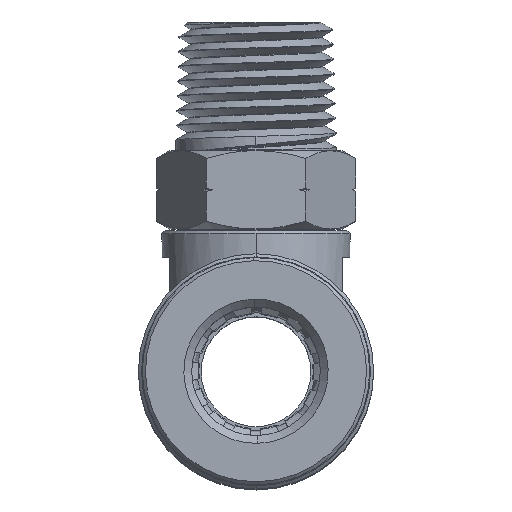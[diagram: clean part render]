
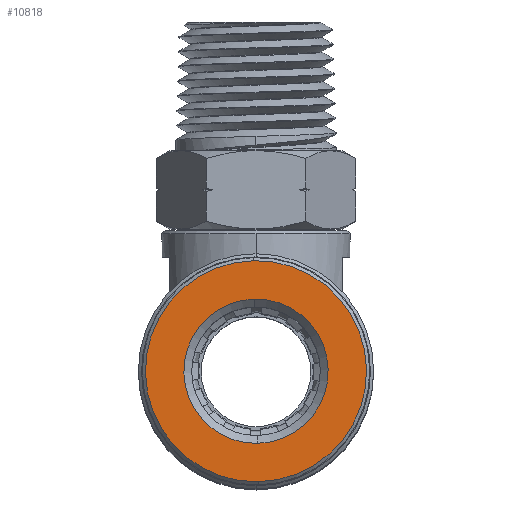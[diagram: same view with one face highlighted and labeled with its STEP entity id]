
A CAD part, top view. The second image highlights one B-rep face of the part: STEP entity #10818.
In plain terms, the highlighted planar face has unit normal (0, 0, 1).
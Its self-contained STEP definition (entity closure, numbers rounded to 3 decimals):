
#914 = PLANE ( 'NONE',  #22249 ) ;
#1077 = DIRECTION ( 'NONE',  ( 0., 0., 1. ) ) ;
#5684 = AXIS2_PLACEMENT_3D ( 'NONE', #35104, #12910, #38786 ) ;
#10818 = ADVANCED_FACE ( 'NONE', ( #33677, #15105 ), #914, .T. ) ;
#11627 = ORIENTED_EDGE ( 'NONE', *, *, #17476, .T. ) ;
#12910 = DIRECTION ( 'NONE',  ( 0., 0., 1. ) ) ;
#13444 = CARTESIAN_POINT ( 'NONE',  ( 0., 0., 16.8 ) ) ;
#13835 = CARTESIAN_POINT ( 'NONE',  ( -0.11, 4.599, 16.8 ) ) ;
#14222 = VERTEX_POINT ( 'NONE', #46453 ) ;
#14414 = CARTESIAN_POINT ( 'NONE',  ( 0., 0., 16.8 ) ) ;
#15105 = FACE_OUTER_BOUND ( 'NONE', #38539, .T. ) ;
#15486 = AXIS2_PLACEMENT_3D ( 'NONE', #13444, #39337, #17131 ) ;
#16232 = CIRCLE ( 'NONE', #5684, 7.05 ) ;
#17131 = DIRECTION ( 'NONE',  ( -0.024, 1., 0. ) ) ;
#17476 = EDGE_CURVE ( 'NONE', #28506, #14222, #16232, .T. ) ;
#18139 = DIRECTION ( 'NONE',  ( 0.024, -1., 0. ) ) ;
#19397 = CARTESIAN_POINT ( 'NONE',  ( 0.169, -7.048, 16.8 ) ) ;
#21214 = CARTESIAN_POINT ( 'NONE',  ( 0., 0., 16.8 ) ) ;
#21507 = EDGE_CURVE ( 'NONE', #44715, #31510, #39778, .T. ) ;
#22249 = AXIS2_PLACEMENT_3D ( 'NONE', #23193, #1077, #26901 ) ;
#23193 = CARTESIAN_POINT ( 'NONE',  ( 0., 0., 16.8 ) ) ;
#24837 = DIRECTION ( 'NONE',  ( 0.024, -1., 0. ) ) ;
#26901 = DIRECTION ( 'NONE',  ( 0.024, -1., 0. ) ) ;
#28250 = CIRCLE ( 'NONE', #41982, 4.6 ) ;
#28506 = VERTEX_POINT ( 'NONE', #19397 ) ;
#28642 = EDGE_CURVE ( 'NONE', #14222, #28506, #42601, .T. ) ;
#30644 = ORIENTED_EDGE ( 'NONE', *, *, #28642, .T. ) ;
#31510 = VERTEX_POINT ( 'NONE', #13835 ) ;
#31574 = EDGE_CURVE ( 'NONE', #31510, #44715, #28250, .T. ) ;
#32399 = CARTESIAN_POINT ( 'NONE',  ( 0.11, -4.599, 16.8 ) ) ;
#33076 = EDGE_LOOP ( 'NONE', ( #47880, #47246 ) ) ;
#33677 = FACE_BOUND ( 'NONE', #33076, .T. ) ;
#35104 = CARTESIAN_POINT ( 'NONE',  ( 0., 0., 16.8 ) ) ;
#38539 = EDGE_LOOP ( 'NONE', ( #30644, #11627 ) ) ;
#38786 = DIRECTION ( 'NONE',  ( -0.024, 1., 0. ) ) ;
#39337 = DIRECTION ( 'NONE',  ( 0., 0., 1. ) ) ;
#39778 = CIRCLE ( 'NONE', #40792, 4.6 ) ;
#40317 = DIRECTION ( 'NONE',  ( 0., 0., -1. ) ) ;
#40792 = AXIS2_PLACEMENT_3D ( 'NONE', #21214, #46947, #24837 ) ;
#41982 = AXIS2_PLACEMENT_3D ( 'NONE', #14414, #40317, #18139 ) ;
#42601 = CIRCLE ( 'NONE', #15486, 7.05 ) ;
#44715 = VERTEX_POINT ( 'NONE', #32399 ) ;
#46453 = CARTESIAN_POINT ( 'NONE',  ( -0.169, 7.048, 16.8 ) ) ;
#46947 = DIRECTION ( 'NONE',  ( 0., 0., -1. ) ) ;
#47246 = ORIENTED_EDGE ( 'NONE', *, *, #31574, .T. ) ;
#47880 = ORIENTED_EDGE ( 'NONE', *, *, #21507, .T. ) ;
